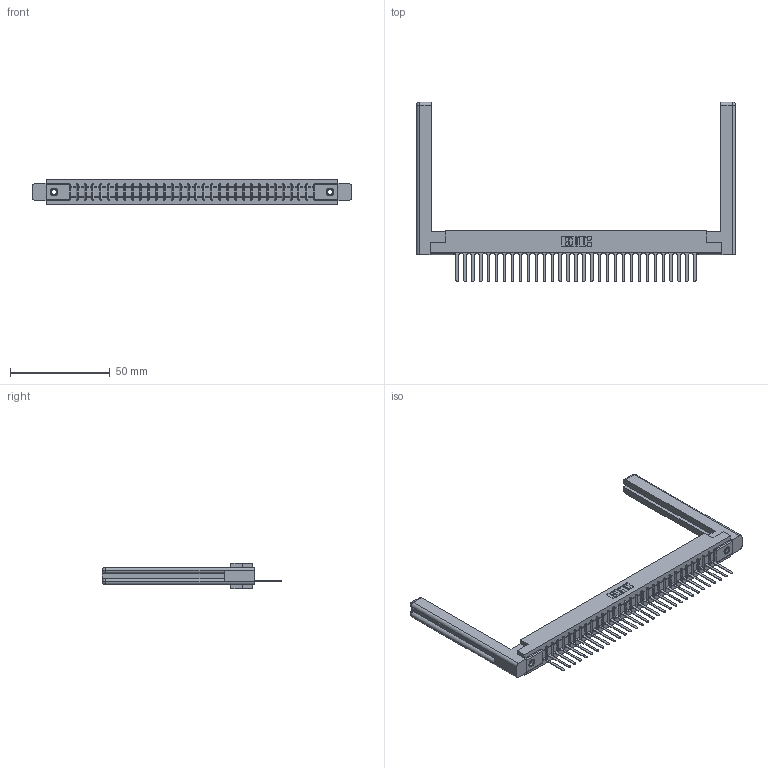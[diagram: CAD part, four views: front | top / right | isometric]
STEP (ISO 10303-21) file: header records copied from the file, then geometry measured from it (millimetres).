
FILE_DESCRIPTION (( 'STEP AP203' ), '1' );
FILE_NAME ('357-031-447-158.STEP', '2020-10-02T03:03:35', ( '' ), ( '' ), 'SwSTEP 2.0', 'SolidWorks 2020', '' );
FILE_SCHEMA (( 'CONFIG_CONTROL_DESIGN' ));
Length unit declared in the file: inch
Products named in the file (5): 357-031-447-158; 345-250-001_345-250-001-102; 307 Part_.156 Dia Mounting Holes; 307-290-001_547; 307-220-058
Assembly tree (36 placements, depth 2):
  357-031-447-158
    307 Part_.156 Dia Mounting Holes
    307-290-001_547  x31
    307-220-058  x2
    345-250-001_345-250-001-102  x2
Bounding box: 159.46 x 89.74 x 12.7 mm (x, y, z)
Volume: 23726.7 mm3; surface area: 23029.7 mm2
Topology: 36 solids, 36 shells, 2028 faces, 5699 edges, 3658 vertices
Faces by surface type: plane 1301, cylinder 639, sphere 64, torus 12, cone 12
Entity records: 30533 total; most frequent: CARTESIAN_POINT 5147, ORIENTED_EDGE 5072, DIRECTION 4972, EDGE_CURVE 2536, LINE 1938, VECTOR 1938, VERTEX_POINT 1638, AXIS2_PLACEMENT_3D 1517
